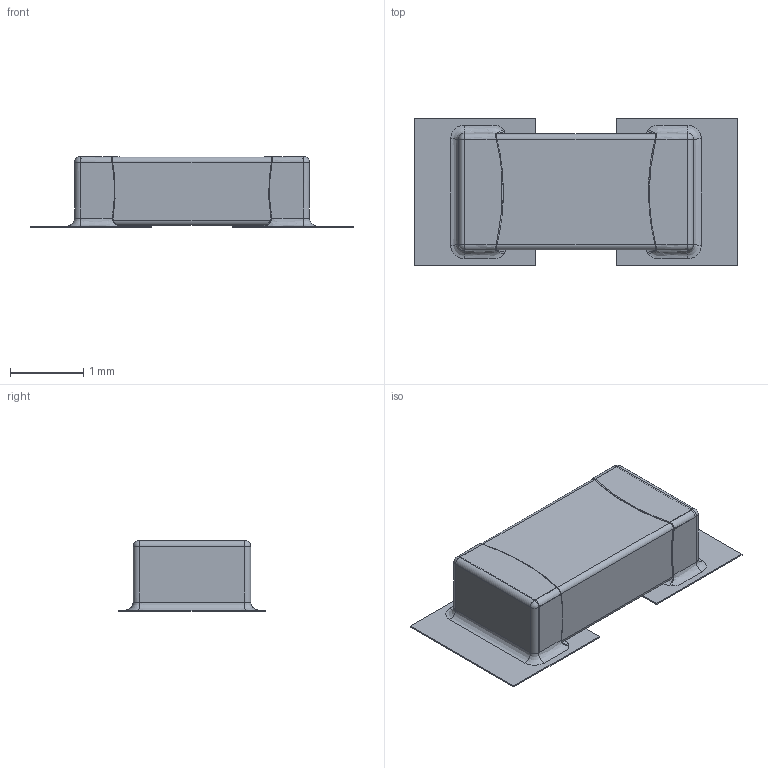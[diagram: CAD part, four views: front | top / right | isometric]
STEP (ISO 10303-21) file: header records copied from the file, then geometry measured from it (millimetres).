
FILE_DESCRIPTION(('FreeCAD Model'),'2;1');
FILE_NAME('Ceramic_Capacitor_1206_h38mil_Solder.step', '2021-03-17T17:40:35',('Author'),(''), 'Open CASCADE STEP processor 7.4','FreeCAD','Unknown');
FILE_SCHEMA(('AUTOMOTIVE_DESIGN { 1 0 10303 214 1 1 1 1 }'));
Length unit declared in the file: millimetre
Products named in the file (4): Ceramic_Capacitor_1206_h38mil_Solder; Pin1; Pin2; CeramicBody
Assembly tree (3 placements, depth 2):
  Ceramic_Capacitor_1206_h38mil_Solder
    Pin1
    Pin2
    CeramicBody
Bounding box: 4.4 x 2 x 0.97 mm (x, y, z)
Volume: 4.9 mm3; surface area: 43.1 mm2
Topology: 3 solids, 3 shells, 90 faces, 216 edges, 128 vertices
Faces by surface type: bspline 44, plane 30, cylinder 12, sphere 4
Entity records: 10011 total; most frequent: CARTESIAN_POINT 6338, DIRECTION 490, ORIENTED_EDGE 420, PCURVE 420, DEFINITIONAL_REPRESENTATION 420, LINE 318, VECTOR 318, EDGE_CURVE 210
